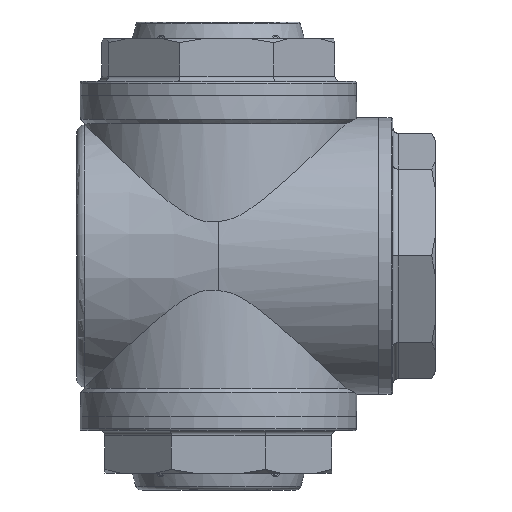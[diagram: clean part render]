
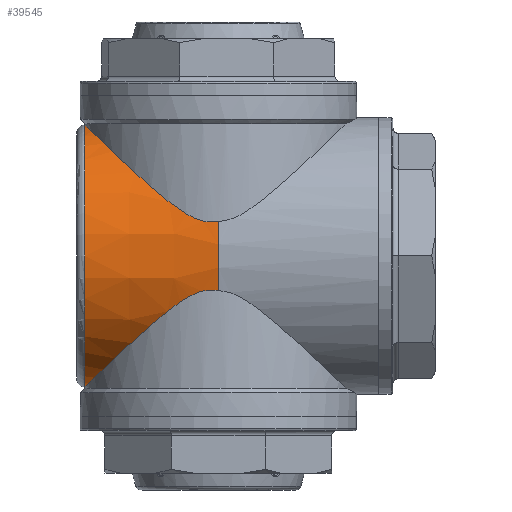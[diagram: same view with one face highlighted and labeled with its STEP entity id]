
A CAD part, front view. The second image highlights one B-rep face of the part: STEP entity #39545.
In plain terms, the highlighted conical face has half-angle 3 degrees and reference radius 78 mm.
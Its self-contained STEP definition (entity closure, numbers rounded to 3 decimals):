
#1390=CONICAL_SURFACE('',#42476,78.,0.052);
#1865=B_SPLINE_CURVE_WITH_KNOTS('',3,(#67147,#67148,#67149,#67150,#67151,
#67152,#67153,#67154,#67155,#67156,#67157,#67158,#67159,#67160,#67161,#67162,
#67163,#67164,#67165,#67166),.UNSPECIFIED.,.F.,.F.,(4,1,1,1,1,1,1,1,1,1,
1,1,1,1,1,1,1,4),(0.,0.004,0.008,
0.012,0.016,0.024,0.032,
0.04,0.048,0.064,0.072,
0.079,0.087,0.095,0.103,
0.111,0.119,0.127),.UNSPECIFIED.);
#1866=B_SPLINE_CURVE_WITH_KNOTS('',3,(#67171,#67172,#67173,#67174,#67175,
#67176,#67177,#67178,#67179,#67180,#67181,#67182,#67183,#67184,#67185,#67186,
#67187,#67188,#67189),.UNSPECIFIED.,.F.,.F.,(4,1,1,1,1,1,1,1,1,1,1,1,1,
1,1,1,4),(0.,0.016,0.024,0.032,
0.04,0.047,0.063,0.071,
0.079,0.087,0.095,0.103,
0.111,0.115,0.119,0.123,
0.127),.UNSPECIFIED.);
#9920=ORIENTED_EDGE('',*,*,#21416,.F.);
#9921=ORIENTED_EDGE('',*,*,#21417,.T.);
#9922=ORIENTED_EDGE('',*,*,#21418,.F.);
#9923=ORIENTED_EDGE('',*,*,#21419,.F.);
#21416=EDGE_CURVE('',#27191,#27192,#1865,.T.);
#21417=EDGE_CURVE('',#27191,#27193,#30578,.T.);
#21418=EDGE_CURVE('',#27194,#27193,#1866,.T.);
#21419=EDGE_CURVE('',#27192,#27194,#30579,.T.);
#27191=VERTEX_POINT('',#67167);
#27192=VERTEX_POINT('',#67168);
#27193=VERTEX_POINT('',#67170);
#27194=VERTEX_POINT('',#67190);
#30578=CIRCLE('',#42477,78.);
#30579=CIRCLE('',#42478,74.056);
#32625=EDGE_LOOP('',(#9920,#9921,#9922,#9923));
#35695=FACE_BOUND('',#32625,.T.);
#39545=ADVANCED_FACE('',(#35695),#1390,.T.);
#42476=AXIS2_PLACEMENT_3D('',#67146,#47246,#47247);
#42477=AXIS2_PLACEMENT_3D('',#67169,#47248,#47249);
#42478=AXIS2_PLACEMENT_3D('',#67191,#47250,#47251);
#47246=DIRECTION('',(1.,0.,0.));
#47247=DIRECTION('',(0.,0.,-1.));
#47248=DIRECTION('',(-1.,0.,0.));
#47249=DIRECTION('',(0.,0.,1.));
#47250=DIRECTION('',(-1.,0.,0.));
#47251=DIRECTION('',(0.,0.,1.));
#67146=CARTESIAN_POINT('',(0.,0.,0.));
#67147=CARTESIAN_POINT('',(0.,-75.5,-19.59));
#67148=CARTESIAN_POINT('',(-1.322,-75.5,-19.314));
#67149=CARTESIAN_POINT('',(-3.958,-75.432,-19.019));
#67150=CARTESIAN_POINT('',(-7.966,-75.113,-19.423));
#67151=CARTESIAN_POINT('',(-11.79,-74.606,-20.561));
#67152=CARTESIAN_POINT('',(-16.626,-73.715,-22.754));
#67153=CARTESIAN_POINT('',(-22.12,-72.287,-26.208));
#67154=CARTESIAN_POINT('',(-28.23,-70.122,-30.783));
#67155=CARTESIAN_POINT('',(-34.066,-67.478,-35.579));
#67156=CARTESIAN_POINT('',(-41.443,-63.354,-41.976));
#67157=CARTESIAN_POINT('',(-48.271,-58.333,-48.199));
#67158=CARTESIAN_POINT('',(-54.596,-52.293,-54.087));
#67159=CARTESIAN_POINT('',(-59.093,-47.161,-58.323));
#67160=CARTESIAN_POINT('',(-63.178,-41.535,-62.203));
#67161=CARTESIAN_POINT('',(-66.814,-35.41,-65.678));
#67162=CARTESIAN_POINT('',(-69.984,-28.66,-68.721));
#67163=CARTESIAN_POINT('',(-72.506,-21.509,-71.15));
#67164=CARTESIAN_POINT('',(-74.337,-13.967,-72.919));
#67165=CARTESIAN_POINT('',(-75.049,-8.663,-73.607));
#67166=CARTESIAN_POINT('',(-75.262,-5.994,-73.813));
#67167=CARTESIAN_POINT('',(0.,-75.5,-19.59));
#67168=CARTESIAN_POINT('',(-75.262,-5.994,-73.813));
#67169=CARTESIAN_POINT('',(0.,0.,0.));
#67170=CARTESIAN_POINT('',(0.,-75.5,19.59));
#67171=CARTESIAN_POINT('',(-75.262,-5.994,73.813));
#67172=CARTESIAN_POINT('',(-74.837,-11.331,73.402));
#67173=CARTESIAN_POINT('',(-73.391,-18.972,72.003));
#67174=CARTESIAN_POINT('',(-70.,-28.622,68.737));
#67175=CARTESIAN_POINT('',(-66.872,-35.296,65.733));
#67176=CARTESIAN_POINT('',(-63.228,-41.464,62.251));
#67177=CARTESIAN_POINT('',(-57.734,-49.031,57.032));
#67178=CARTESIAN_POINT('',(-51.62,-55.391,51.292));
#67179=CARTESIAN_POINT('',(-44.904,-60.809,45.133));
#67180=CARTESIAN_POINT('',(-39.575,-64.402,40.354));
#67181=CARTESIAN_POINT('',(-34.052,-67.483,35.568));
#67182=CARTESIAN_POINT('',(-28.273,-70.103,30.818));
#67183=CARTESIAN_POINT('',(-22.158,-72.277,26.232));
#67184=CARTESIAN_POINT('',(-16.614,-73.718,22.748));
#67185=CARTESIAN_POINT('',(-11.802,-74.603,20.567));
#67186=CARTESIAN_POINT('',(-7.993,-75.11,19.43));
#67187=CARTESIAN_POINT('',(-3.987,-75.431,19.016));
#67188=CARTESIAN_POINT('',(-1.319,-75.5,19.314));
#67189=CARTESIAN_POINT('',(0.,-75.5,19.59));
#67190=CARTESIAN_POINT('',(-75.262,-5.994,73.813));
#67191=CARTESIAN_POINT('',(-75.262,0.,0.));
